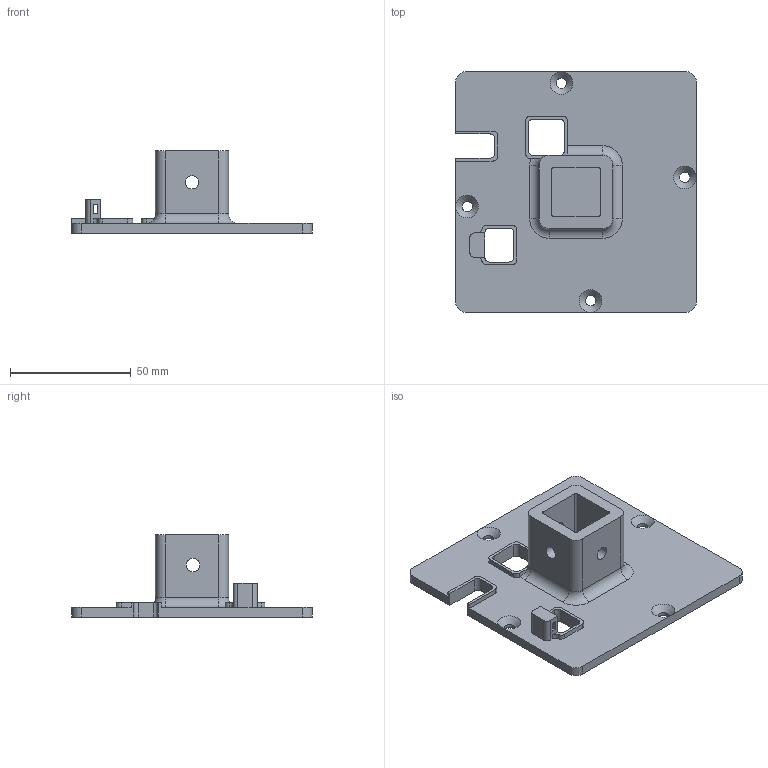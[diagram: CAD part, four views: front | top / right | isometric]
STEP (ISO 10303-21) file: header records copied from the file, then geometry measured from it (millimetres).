
FILE_DESCRIPTION(/* description */ (''),/* implementation_level */ '2;1');
FILE_NAME(/* name */ 'Lid_uart.stp',/* time_stamp */ '2025-09-15T19:16:12+02:00',/* author */ ('tzu98'),/* organization */ (''),/* preprocessor_version */ 'ST-DEVELOPER v20',/* originating_system */ 'Autodesk Inventor 2025',/* authorisation */ '');
FILE_SCHEMA (('AUTOMOTIVE_DESIGN { 1 0 10303 214 3 1 1 }'));
Length unit declared in the file: millimetre
Products named in the file (1): Lid_uart
Bounding box: 99.4 x 99.4 x 34 mm (x, y, z)
Volume: 52342.3 mm3; surface area: 27532.9 mm2
Topology: 1 solids, 1 shells, 103 faces, 294 edges, 190 vertices
Faces by surface type: plane 48, cylinder 47, torus 4, cone 4
Full cylindrical faces by diameter (mm): 4.3 x4, 5.5 x4
Entity records: 3472 total; most frequent: CARTESIAN_POINT 609, DIRECTION 605, ORIENTED_EDGE 588, EDGE_CURVE 294, AXIS2_PLACEMENT_3D 210, VERTEX_POINT 190, LINE 185, VECTOR 185
